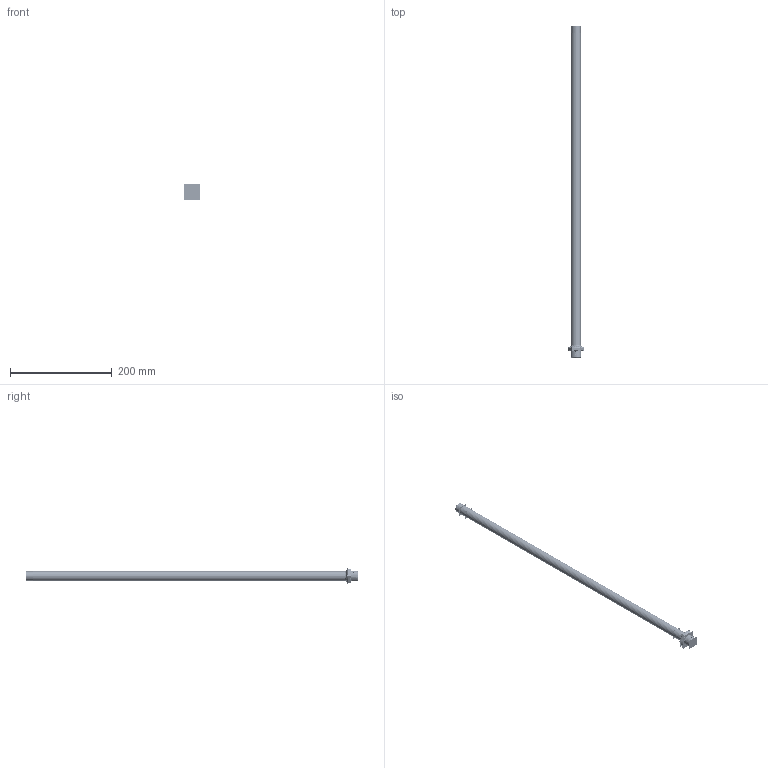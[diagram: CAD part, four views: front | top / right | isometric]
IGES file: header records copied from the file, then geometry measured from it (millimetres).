
Start section:  PTC IGES file: 190610.igs
Global section: file name: 190610.igs; native system: Creo Parametric by Parametric Technology Corporation; preprocessor: 2013230; author: pdmadmin; organization: Unknown; date: 20151012.150219; units: millimetre
Bounding box: 33.33 x 652.52 x 33.04 mm (x, y, z)
Volume: 104330.7 mm3; surface area: 783590.2 mm2
Topology: 4 solids, 4 shells, 806 faces, 3519 edges, 4052 vertices
Faces by surface type: bspline 688, revolution 118
